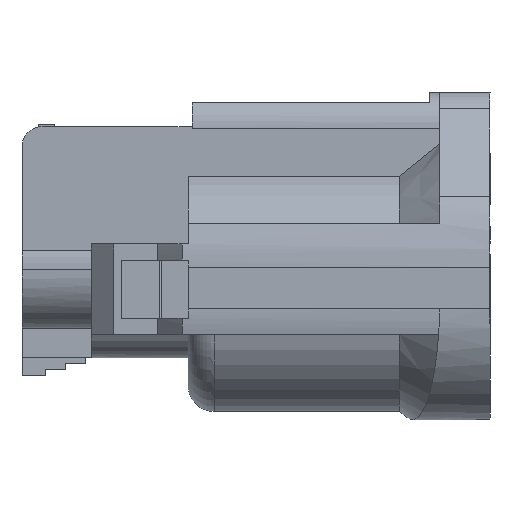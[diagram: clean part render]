
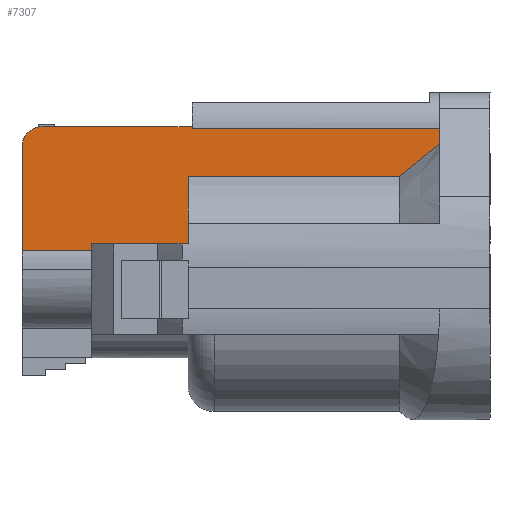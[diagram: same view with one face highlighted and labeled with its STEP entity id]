
A CAD part, front view. The second image highlights one B-rep face of the part: STEP entity #7307.
In plain terms, the highlighted planar face has unit normal (0, -1, 0).
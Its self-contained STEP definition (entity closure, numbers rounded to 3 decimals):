
#5411=AXIS2_PLACEMENT_3D('Circle Axis2P3D',#5409,#5410,$) ;
#7264=AXIS2_PLACEMENT_3D('Plane Axis2P3D',#7261,#7262,#7263) ;
#4273=CARTESIAN_POINT('Vertex',(-15.,-7.4,4.825)) ;
#4276=CARTESIAN_POINT('Line Origine',(-17.4,-7.4,4.825)) ;
#4280=CARTESIAN_POINT('Vertex',(-19.8,-7.4,4.825)) ;
#4728=CARTESIAN_POINT('Line Origine',(-19.8,-7.4,4.653)) ;
#4732=CARTESIAN_POINT('Vertex',(-19.8,-7.4,4.48)) ;
#5095=CARTESIAN_POINT('Line Origine',(-19.56,-7.4,4.48)) ;
#5099=CARTESIAN_POINT('Vertex',(-23.25,-7.4,4.48)) ;
#5234=CARTESIAN_POINT('Line Origine',(-14.8,-7.4,10.602)) ;
#5238=CARTESIAN_POINT('Vertex',(-14.8,-7.4,10.55)) ;
#5240=CARTESIAN_POINT('Vertex',(-14.8,-7.4,10.655)) ;
#5406=CARTESIAN_POINT('Vertex',(-23.25,-7.4,9.655)) ;
#5409=CARTESIAN_POINT('Axis2P3D Location',(-22.25,-7.4,9.655)) ;
#5413=CARTESIAN_POINT('Vertex',(-22.25,-7.4,10.655)) ;
#6287=CARTESIAN_POINT('Vertex',(-4.5,-7.4,8.188)) ;
#6290=CARTESIAN_POINT('Line Origine',(-7.325,-7.4,8.188)) ;
#6294=CARTESIAN_POINT('Vertex',(-15.,-7.4,8.188)) ;
#6826=CARTESIAN_POINT('Vertex',(-2.5,-7.4,9.801)) ;
#6830=CARTESIAN_POINT('Control Point',(-4.5,-7.4,8.188)) ;
#6831=CARTESIAN_POINT('Control Point',(-4.119,-7.4,8.503)) ;
#6832=CARTESIAN_POINT('Control Point',(-3.675,-7.4,8.864)) ;
#6833=CARTESIAN_POINT('Control Point',(-3.15,-7.4,9.287)) ;
#6834=CARTESIAN_POINT('Control Point',(-2.5,-7.4,9.801)) ;
#7261=CARTESIAN_POINT('Axis2P3D Location',(-23.25,-7.4,7.75)) ;
#7266=CARTESIAN_POINT('Line Origine',(-23.25,-7.4,7.068)) ;
#7271=CARTESIAN_POINT('Line Origine',(-15.,-7.4,6.506)) ;
#7276=CARTESIAN_POINT('Line Origine',(-2.5,-7.4,10.176)) ;
#7280=CARTESIAN_POINT('Vertex',(-2.5,-7.4,10.55)) ;
#7283=CARTESIAN_POINT('Line Origine',(-8.65,-7.4,10.55)) ;
#7288=CARTESIAN_POINT('Line Origine',(-18.525,-7.4,10.655)) ;
#4277=DIRECTION('Vector Direction',(-1.,0.,0.)) ;
#4729=DIRECTION('Vector Direction',(0.,0.,-1.)) ;
#5096=DIRECTION('Vector Direction',(-1.,0.,0.)) ;
#5235=DIRECTION('Vector Direction',(0.,0.,1.)) ;
#5410=DIRECTION('Axis2P3D Direction',(0.,1.,0.)) ;
#6291=DIRECTION('Vector Direction',(-1.,0.,0.)) ;
#7262=DIRECTION('Axis2P3D Direction',(0.,-1.,0.)) ;
#7263=DIRECTION('Axis2P3D XDirection',(1.,0.,0.)) ;
#7267=DIRECTION('Vector Direction',(0.,0.,1.)) ;
#7272=DIRECTION('Vector Direction',(0.,0.,-1.)) ;
#7277=DIRECTION('Vector Direction',(0.,0.,1.)) ;
#7284=DIRECTION('Vector Direction',(-1.,0.,0.)) ;
#7289=DIRECTION('Vector Direction',(1.,0.,0.)) ;
#4278=VECTOR('Line Direction',#4277,1.) ;
#4730=VECTOR('Line Direction',#4729,1.) ;
#5097=VECTOR('Line Direction',#5096,1.) ;
#5236=VECTOR('Line Direction',#5235,1.) ;
#6292=VECTOR('Line Direction',#6291,1.) ;
#7268=VECTOR('Line Direction',#7267,1.) ;
#7273=VECTOR('Line Direction',#7272,1.) ;
#7278=VECTOR('Line Direction',#7277,1.) ;
#7285=VECTOR('Line Direction',#7284,1.) ;
#7290=VECTOR('Line Direction',#7289,1.) ;
#7294=ORIENTED_EDGE('',*,*,#7270,.F.) ;
#7295=ORIENTED_EDGE('',*,*,#5101,.F.) ;
#7296=ORIENTED_EDGE('',*,*,#4734,.F.) ;
#7297=ORIENTED_EDGE('',*,*,#4282,.F.) ;
#7298=ORIENTED_EDGE('',*,*,#7275,.F.) ;
#7299=ORIENTED_EDGE('',*,*,#6296,.F.) ;
#7300=ORIENTED_EDGE('',*,*,#6835,.T.) ;
#7301=ORIENTED_EDGE('',*,*,#7282,.T.) ;
#7302=ORIENTED_EDGE('',*,*,#7287,.T.) ;
#7303=ORIENTED_EDGE('',*,*,#5242,.T.) ;
#7304=ORIENTED_EDGE('',*,*,#7292,.F.) ;
#7305=ORIENTED_EDGE('',*,*,#5415,.F.) ;
#7307=ADVANCED_FACE('HSG',(#7306),#7265,.T.) ;
#6829=B_SPLINE_CURVE_WITH_KNOTS('',4,(#6830,#6831,#6832,#6833,#6834),.UNSPECIFIED.,.F.,.U.,(5,5),(0.,11.051),.UNSPECIFIED.) ;
#5412=CIRCLE('generated circle',#5411,1.) ;
#4282=EDGE_CURVE('',#4274,#4281,#4279,.T.) ;
#4734=EDGE_CURVE('',#4281,#4733,#4731,.T.) ;
#5101=EDGE_CURVE('',#4733,#5100,#5098,.T.) ;
#5242=EDGE_CURVE('',#5239,#5241,#5237,.T.) ;
#5415=EDGE_CURVE('',#5407,#5414,#5412,.T.) ;
#6296=EDGE_CURVE('',#6288,#6295,#6293,.T.) ;
#6835=EDGE_CURVE('',#6288,#6827,#6829,.T.) ;
#7270=EDGE_CURVE('',#5100,#5407,#7269,.T.) ;
#7275=EDGE_CURVE('',#6295,#4274,#7274,.T.) ;
#7282=EDGE_CURVE('',#6827,#7281,#7279,.T.) ;
#7287=EDGE_CURVE('',#7281,#5239,#7286,.T.) ;
#7292=EDGE_CURVE('',#5414,#5241,#7291,.T.) ;
#7293=EDGE_LOOP('',(#7294,#7295,#7296,#7297,#7298,#7299,#7300,#7301,#7302,#7303,#7304,#7305)) ;
#7306=FACE_OUTER_BOUND('',#7293,.T.) ;
#4279=LINE('Line',#4276,#4278) ;
#4731=LINE('Line',#4728,#4730) ;
#5098=LINE('Line',#5095,#5097) ;
#5237=LINE('Line',#5234,#5236) ;
#6293=LINE('Line',#6290,#6292) ;
#7269=LINE('Line',#7266,#7268) ;
#7274=LINE('Line',#7271,#7273) ;
#7279=LINE('Line',#7276,#7278) ;
#7286=LINE('Line',#7283,#7285) ;
#7291=LINE('Line',#7288,#7290) ;
#7265=PLANE('',#7264) ;
#4274=VERTEX_POINT('',#4273) ;
#4281=VERTEX_POINT('',#4280) ;
#4733=VERTEX_POINT('',#4732) ;
#5100=VERTEX_POINT('',#5099) ;
#5239=VERTEX_POINT('',#5238) ;
#5241=VERTEX_POINT('',#5240) ;
#5407=VERTEX_POINT('',#5406) ;
#5414=VERTEX_POINT('',#5413) ;
#6288=VERTEX_POINT('',#6287) ;
#6295=VERTEX_POINT('',#6294) ;
#6827=VERTEX_POINT('',#6826) ;
#7281=VERTEX_POINT('',#7280) ;
